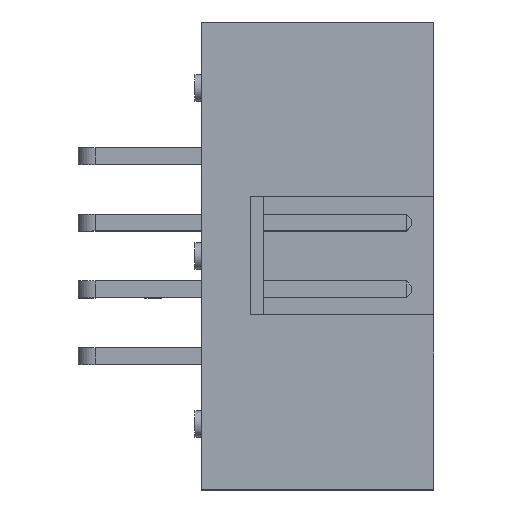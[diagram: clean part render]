
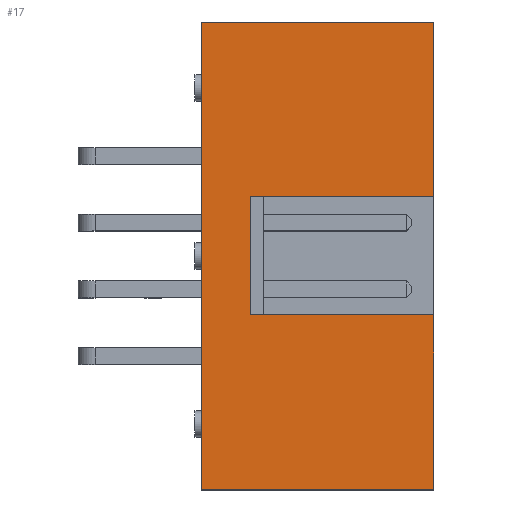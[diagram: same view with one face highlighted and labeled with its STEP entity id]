
A CAD part, top view. The second image highlights one B-rep face of the part: STEP entity #17.
In plain terms, the highlighted planar face has unit normal (0, 0, 1).
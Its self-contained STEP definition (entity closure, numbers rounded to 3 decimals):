
#17=ADVANCED_FACE('',(#18),#71,.T.);
#18=FACE_BOUND('',#19,.T.);
#19=EDGE_LOOP('',(#20,#29,#36,#42,#47,#55,#63,#69));
#20=ORIENTED_EDGE('',*,*,#21,.F.);
#21=EDGE_CURVE('',#22,#24,#26,.T.);
#22=VERTEX_POINT('',#23);
#23=CARTESIAN_POINT('',(4.38,5.1,9.095));
#24=VERTEX_POINT('',#25);
#25=CARTESIAN_POINT('',(13.23,5.1,9.095));
#26=LINE('',#23,#27);
#27=VECTOR('',#28,1.);
#28=DIRECTION('',(1.,0.,0.));
#29=ORIENTED_EDGE('',*,*,#30,.T.);
#30=EDGE_CURVE('',#22,#31,#33,.T.);
#31=VERTEX_POINT('',#32);
#32=CARTESIAN_POINT('',(4.38,-12.72,9.095));
#33=LINE('',#23,#34);
#34=VECTOR('',#35,1.);
#35=DIRECTION('',(0.,-1.,0.));
#36=ORIENTED_EDGE('',*,*,#37,.T.);
#37=EDGE_CURVE('',#31,#38,#40,.T.);
#38=VERTEX_POINT('',#39);
#39=CARTESIAN_POINT('',(13.23,-12.72,9.095));
#40=LINE('',#41,#27);
#41=CARTESIAN_POINT('',(6.73,-12.72,9.095));
#42=ORIENTED_EDGE('',*,*,#43,.F.);
#43=EDGE_CURVE('',#44,#38,#46,.T.);
#44=VERTEX_POINT('',#45);
#45=CARTESIAN_POINT('',(13.23,-6.06,9.095));
#46=LINE('',#25,#34);
#47=ORIENTED_EDGE('',*,*,#48,.T.);
#48=EDGE_CURVE('',#44,#49,#51,.T.);
#49=VERTEX_POINT('',#50);
#50=CARTESIAN_POINT('',(6.23,-6.06,9.095));
#51=LINE('',#52,#53);
#52=CARTESIAN_POINT('',(7.518,-6.06,9.095));
#53=VECTOR('',#54,1.);
#54=DIRECTION('',(-1.,0.,0.));
#55=ORIENTED_EDGE('',*,*,#56,.T.);
#56=EDGE_CURVE('',#49,#57,#59,.T.);
#57=VERTEX_POINT('',#58);
#58=CARTESIAN_POINT('',(6.23,-1.56,9.095));
#59=LINE('',#60,#61);
#60=CARTESIAN_POINT('',(6.23,-3.81,9.095));
#61=VECTOR('',#62,1.);
#62=DIRECTION('',(0.,1.,0.));
#63=ORIENTED_EDGE('',*,*,#64,.T.);
#64=EDGE_CURVE('',#57,#65,#67,.T.);
#65=VERTEX_POINT('',#66);
#66=CARTESIAN_POINT('',(13.23,-1.56,9.095));
#67=LINE('',#68,#27);
#68=CARTESIAN_POINT('',(7.518,-1.56,9.095));
#69=ORIENTED_EDGE('',*,*,#70,.F.);
#70=EDGE_CURVE('',#24,#65,#46,.T.);
#71=PLANE('',#72);
#72=AXIS2_PLACEMENT_3D('',#73,#74,#54);
#73=CARTESIAN_POINT('',(8.805,-3.81,9.095));
#74=DIRECTION('',(0.,-0.,1.));
